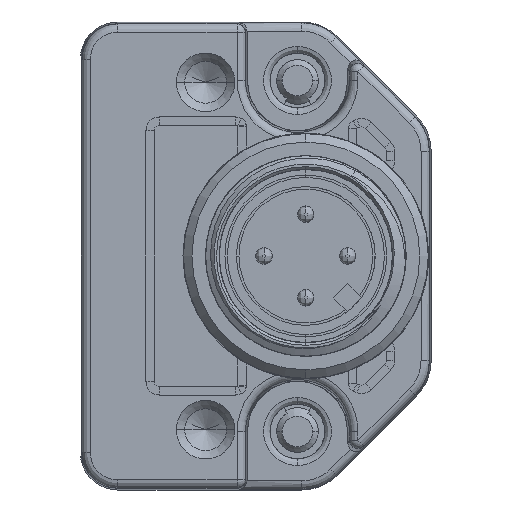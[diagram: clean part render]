
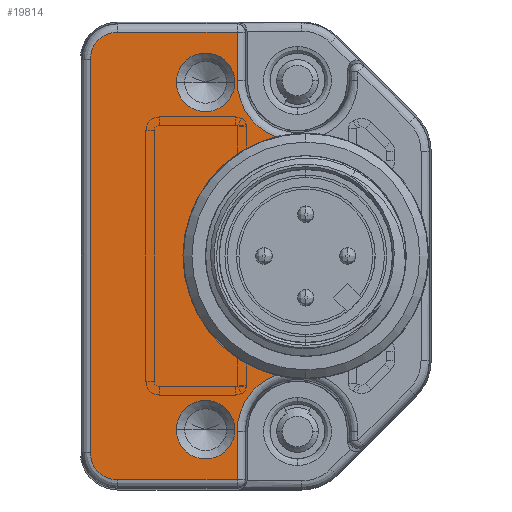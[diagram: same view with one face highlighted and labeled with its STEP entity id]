
A CAD part, left-side view. The second image highlights one B-rep face of the part: STEP entity #19814.
In plain terms, the highlighted planar face has unit normal (-1, 0, 0).
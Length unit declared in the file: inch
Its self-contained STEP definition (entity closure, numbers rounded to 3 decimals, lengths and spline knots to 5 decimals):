
#4577=CARTESIAN_POINT('',(-0.49213,0.31496,
-0.41339));
#4578=DIRECTION('',(1.,0.,0.));
#4579=DIRECTION('',(0.,1.,0.));
#4580=AXIS2_PLACEMENT_3D('',#4577,#4578,#4579);
#4582=DIRECTION('',(0.,0.,1.));
#4583=VECTOR('',#4582,0.11399);
#4584=CARTESIAN_POINT('',(-0.49213,0.45723,
-0.52737));
#4585=LINE('',#4584,#4583);
#4586=DIRECTION('',(0.,-1.,0.));
#4587=VECTOR('',#4586,0.28096);
#4588=CARTESIAN_POINT('',(-0.49213,0.73819,
-0.52737));
#4589=LINE('',#4588,#4587);
#4590=CARTESIAN_POINT('',(-0.49213,0.73819,
-0.4626));
#4591=DIRECTION('',(-1.,0.,0.));
#4592=DIRECTION('',(0.,1.,0.));
#4593=AXIS2_PLACEMENT_3D('',#4590,#4591,#4592);
#4595=DIRECTION('',(0.,0.,-1.));
#4596=VECTOR('',#4595,0.9252);
#4597=CARTESIAN_POINT('',(-0.49213,0.80296,
0.4626));
#4598=LINE('',#4597,#4596);
#4599=CARTESIAN_POINT('',(-0.49213,0.73819,
0.4626));
#4600=DIRECTION('',(-1.,0.,0.));
#4601=DIRECTION('',(0.,0.,1.));
#4602=AXIS2_PLACEMENT_3D('',#4599,#4600,#4601);
#4604=DIRECTION('',(0.,1.,0.));
#4605=VECTOR('',#4604,0.28096);
#4606=CARTESIAN_POINT('',(-0.49213,0.45723,
0.52737));
#4607=LINE('',#4606,#4605);
#4608=DIRECTION('',(0.,0.,1.));
#4609=VECTOR('',#4608,0.11399);
#4610=CARTESIAN_POINT('',(-0.49213,0.45723,
0.41339));
#4611=LINE('',#4610,#4609);
#4612=CARTESIAN_POINT('',(-0.49213,0.31496,
0.41339));
#4613=DIRECTION('',(1.,0.,0.));
#4614=DIRECTION('',(0.,0.359,-0.933));
#4615=AXIS2_PLACEMENT_3D('',#4612,#4613,#4614);
#4617=CARTESIAN_POINT('',(-0.49213,0.29528,0.));
#4618=DIRECTION('',(-1.,0.,0.));
#4619=DIRECTION('',(0.,0.244,0.97));
#4620=AXIS2_PLACEMENT_3D('',#4617,#4618,#4619);
#4622=CARTESIAN_POINT('',(-0.49213,0.5315,
-0.40915));
#4623=DIRECTION('',(1.,0.,0.));
#4624=DIRECTION('',(0.,1.,0.));
#4625=AXIS2_PLACEMENT_3D('',#4622,#4623,#4624);
#4627=CARTESIAN_POINT('',(-0.49213,0.5315,
-0.40915));
#4628=DIRECTION('',(1.,0.,0.));
#4629=DIRECTION('',(0.,-1.,0.));
#4630=AXIS2_PLACEMENT_3D('',#4627,#4628,#4629);
#4632=CARTESIAN_POINT('',(-0.49213,0.5315,
0.40915));
#4633=DIRECTION('',(1.,0.,0.));
#4634=DIRECTION('',(0.,1.,0.));
#4635=AXIS2_PLACEMENT_3D('',#4632,#4633,#4634);
#4637=CARTESIAN_POINT('',(-0.49213,0.5315,
0.40915));
#4638=DIRECTION('',(1.,0.,0.));
#4639=DIRECTION('',(0.,-1.,0.));
#4640=AXIS2_PLACEMENT_3D('',#4637,#4638,#4639);
#11581=CARTESIAN_POINT('',(-0.49213,0.80296,
-0.4626));
#11582=CARTESIAN_POINT('',(-0.49213,0.73819,
-0.52737));
#11583=VERTEX_POINT('',#11581);
#11584=VERTEX_POINT('',#11582);
#11589=CARTESIAN_POINT('',(-0.49213,0.80296,
0.4626));
#11590=VERTEX_POINT('',#11589);
#11593=CARTESIAN_POINT('',(-0.49213,0.73819,
0.52737));
#11594=VERTEX_POINT('',#11593);
#11617=CARTESIAN_POINT('',(-0.49213,0.60039,
-0.40915));
#11618=CARTESIAN_POINT('',(-0.49213,0.4626,
-0.40915));
#11619=VERTEX_POINT('',#11617);
#11620=VERTEX_POINT('',#11618);
#11625=CARTESIAN_POINT('',(-0.49213,0.60039,
0.40915));
#11626=CARTESIAN_POINT('',(-0.49213,0.4626,
0.40915));
#11627=VERTEX_POINT('',#11625);
#11628=VERTEX_POINT('',#11626);
#11661=CARTESIAN_POINT('',(-0.49213,0.45723,
-0.41339));
#11662=CARTESIAN_POINT('',(-0.49213,0.366,
-0.28059));
#11663=VERTEX_POINT('',#11661);
#11664=VERTEX_POINT('',#11662);
#11665=CARTESIAN_POINT('',(-0.49213,0.45723,
-0.52737));
#11666=VERTEX_POINT('',#11665);
#11689=CARTESIAN_POINT('',(-0.49213,0.366,
0.28059));
#11690=CARTESIAN_POINT('',(-0.49213,0.45723,
0.41339));
#11691=VERTEX_POINT('',#11689);
#11692=VERTEX_POINT('',#11690);
#11693=CARTESIAN_POINT('',(-0.49213,0.45723,
0.52737));
#11694=VERTEX_POINT('',#11693);
#19779=CARTESIAN_POINT('',(-0.49213,0.,0.));
#19780=DIRECTION('',(-1.,0.,0.));
#19781=DIRECTION('',(0.,0.,1.));
#19782=AXIS2_PLACEMENT_3D('',#19779,#19780,#19781);
#19783=PLANE('',#19782);
#19784=ORIENTED_EDGE('',*,*,#19627,.F.);
#19786=ORIENTED_EDGE('',*,*,#19785,.F.);
#19788=ORIENTED_EDGE('',*,*,#19787,.F.);
#19790=ORIENTED_EDGE('',*,*,#19789,.F.);
#19792=ORIENTED_EDGE('',*,*,#19791,.F.);
#19794=ORIENTED_EDGE('',*,*,#19793,.F.);
#19796=ORIENTED_EDGE('',*,*,#19795,.F.);
#19797=ORIENTED_EDGE('',*,*,#19770,.F.);
#19798=ORIENTED_EDGE('',*,*,#19728,.F.);
#19799=ORIENTED_EDGE('',*,*,#19642,.T.);
#19800=EDGE_LOOP('',(#19784,#19786,#19788,#19790,#19792,#19794,#19796,#19797,
#19798,#19799));
#19801=FACE_OUTER_BOUND('',#19800,.F.);
#19803=ORIENTED_EDGE('',*,*,#19802,.F.);
#19805=ORIENTED_EDGE('',*,*,#19804,.F.);
#19806=EDGE_LOOP('',(#19803,#19805));
#19807=FACE_BOUND('',#19806,.F.);
#19809=ORIENTED_EDGE('',*,*,#19808,.F.);
#19811=ORIENTED_EDGE('',*,*,#19810,.F.);
#19812=EDGE_LOOP('',(#19809,#19811));
#19813=FACE_BOUND('',#19812,.F.);
#19814=ADVANCED_FACE('',(#19801,#19807,#19813),#19783,.T.);
#4581=CIRCLE('',#4580,0.14227);
#4594=CIRCLE('',#4593,0.06477);
#4603=CIRCLE('',#4602,0.06477);
#4616=CIRCLE('',#4615,0.14227);
#4621=CIRCLE('',#4620,0.28937);
#4626=CIRCLE('',#4625,0.0689);
#4631=CIRCLE('',#4630,0.0689);
#4636=CIRCLE('',#4635,0.0689);
#4641=CIRCLE('',#4640,0.0689);
#19627=EDGE_CURVE('',#11663,#11664,#4581,.T.);
#19642=EDGE_CURVE('',#11691,#11664,#4621,.T.);
#19728=EDGE_CURVE('',#11691,#11692,#4616,.T.);
#19770=EDGE_CURVE('',#11692,#11694,#4611,.T.);
#19785=EDGE_CURVE('',#11666,#11663,#4585,.T.);
#19787=EDGE_CURVE('',#11584,#11666,#4589,.T.);
#19789=EDGE_CURVE('',#11583,#11584,#4594,.T.);
#19791=EDGE_CURVE('',#11590,#11583,#4598,.T.);
#19793=EDGE_CURVE('',#11594,#11590,#4603,.T.);
#19795=EDGE_CURVE('',#11694,#11594,#4607,.T.);
#19802=EDGE_CURVE('',#11619,#11620,#4626,.T.);
#19804=EDGE_CURVE('',#11620,#11619,#4631,.T.);
#19808=EDGE_CURVE('',#11627,#11628,#4636,.T.);
#19810=EDGE_CURVE('',#11628,#11627,#4641,.T.);
